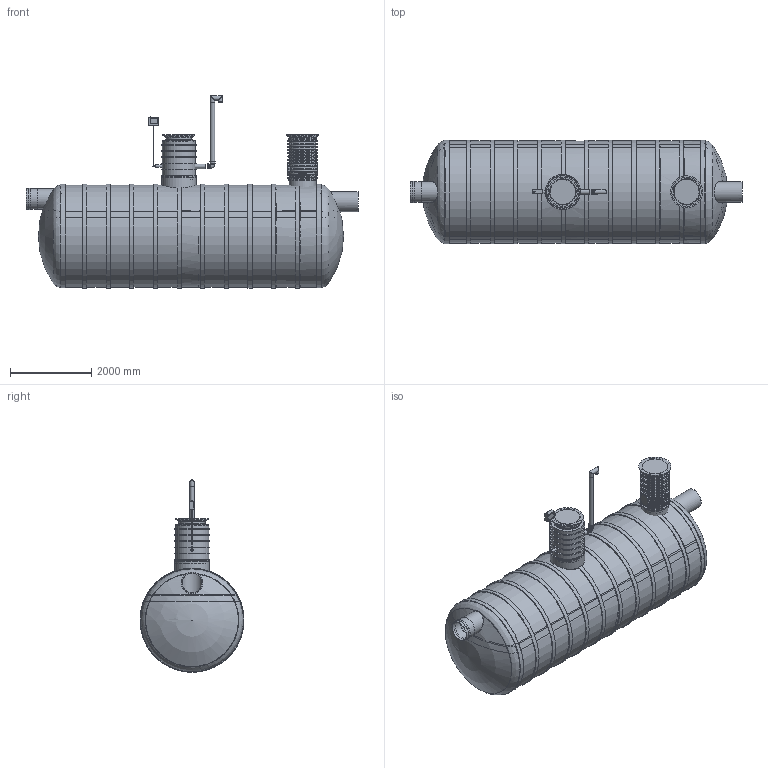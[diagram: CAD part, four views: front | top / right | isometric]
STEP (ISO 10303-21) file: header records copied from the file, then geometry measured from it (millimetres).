
FILE_DESCRIPTION(/* description */ ('Unknown'),/* implementation_level */ '2;1');
FILE_NAME(/* name */ 'EQ BP 1.klassi õlieraldaja NS100_300',/* time_stamp */ '2023-04-13T14:11:20+03:00',/* author */ ('Unknown'),/* organization */ ('Unknown'),/* preprocessor_version */ 'ST-DEVELOPER v18.1',/* originating_system */ 'Solid Edge',/* authorisation */ 'Unknown');
FILE_SCHEMA (('AUTOMOTIVE_DESIGN {1 0 10303 214 3 1 1}'));
Length unit declared in the file: millimetre
Products named in the file (48): EQ BP 1.klassi eraldaja NS100_300; EQ BP kestakoost eraldaja NS100_300; silinder D2500 NS100_300; 18854 KP ots2 2500; 18854 KP ots1 2500; 2652.109 vahesein1; 18854 vahesein3; 18854.200 NS100 filtrikastikoost; 18854 vahesein2; 2652.201 pohjaplaat filtrikastile; Raam kahele filtriplokile 2631.000_var2; 2631.001_var2; 2631.002_var2; Polt_M6x20HK; Mutter M6 a2_NY; Filter HD Q-PAC; 2652.202 kylgsein filtrikastile; 2652.203 otsaplaat filtrikastile; 2652.204 tugi filtrikastile; 2527.115 sisendile alla D315; 2527.111 sisend D315; 2527.113 väljund D315; D665 KP silinder 26.04.19; D800 KP silinder 9.12.19; 18854 moodavoolutoru; 2527.121 moodavoolule toru; SO012747-3.002; 2697.001 tihend teeninduskaevule 670_var2; Malmluuk_D600_(Ginmika); Malmluugi_korpus_D600_(Ginmika); Malmluugi_kaan_D600_(Ginmika); 2703.001; 2693.001_var3; Tihend teeninduskaevule 800; D800 uus rotost teeninduskaev_lisaga 20.02.23; RoundTubing 110x6.6_oa_0; RoundTubing 63x4.7_oa_1; RoundTubing 25x2.3_oa_2; Ujuk_oa_3; Ujuk_oa_4 ...
Assembly tree (80 placements, depth 5):
  EQ BP 1.klassi eraldaja NS100_300
    EQ BP kestakoost eraldaja NS100_300
      silinder D2500 NS100_300
      18854 KP ots2 2500
      18854 KP ots1 2500
      2652.109 vahesein1
      18854 vahesein3
      18854.200 NS100 filtrikastikoost
        18854 vahesein2
        2652.201 pohjaplaat filtrikastile
        Raam kahele filtriplokile 2631.000_var2  x25
          2631.001_var2
          2631.002_var2
          Polt_M6x20HK
          Mutter M6 a2_NY
          Filter HD Q-PAC
        2652.202 kylgsein filtrikastile  x2
        2652.203 otsaplaat filtrikastile  x2
        2652.204 tugi filtrikastile
      2527.115 sisendile alla D315
      2527.111 sisend D315
      2527.113 väljund D315
      D665 KP silinder 26.04.19
      D800 KP silinder 9.12.19
      18854 moodavoolutoru
      2527.121 moodavoolule toru
    SO012747-3.002
    2697.001 tihend teeninduskaevule 670_var2  x3
    Malmluuk_D600_(Ginmika)  x2
      Malmluugi_korpus_D600_(Ginmika)
      Malmluugi_kaan_D600_(Ginmika)
    2703.001  x2
    2693.001_var3
    Tihend teeninduskaevule 800
    D800 uus rotost teeninduskaev_lisaga 20.02.23
    RoundTubing 110x6.6_oa_0
    RoundTubing 63x4.7_oa_1
    RoundTubing 25x2.3_oa_2
    Ujuk_oa_3
    Ujuk_oa_4
    Ujuk_oa_5
    elektrikarp loikefotole
    PE_vent_malm_L=1500
      PVC_polv_110
      PE venttoru DN100 L=1500
      Rotoventiots
    NS100_300 olimaht
    efektiivne maht NS100_300
Bounding box: 8180 x 2562 x 4740.43 mm (x, y, z)
Volume: 33140125210.8 mm3; surface area: 361094066.5 mm2
Topology: 248 solids, 249 shells, 4954 faces, 11400 edges, 7090 vertices
Faces by surface type: plane 3538, cylinder 1147, torus 152, cone 85, bspline 23, sphere 9
Full cylindrical faces by diameter (mm): 4.917 x50, 6 x52, 7 x100, 8 x75, 8.5 x3, 9 x4, 10 x107, 20 x1, 20.4 x1, 25 x1, 53.6 x1, 63 x1, 96.8 x1, 100 x2, 103.2 x3, 105 x1, 110 x9, 120 x2, 130 x2, 190.4 x1, 200 x1, 315 x1, 480 x3, 487.6 x3, 500 x10, 511.6 x2, 531.6 x1, 595 x2, 600 x3, 609 x2
Entity records: 28388 total; most frequent: CARTESIAN_POINT 8087, DIRECTION 4027, ORIENTED_EDGE 3254, AXIS2_PLACEMENT_3D 1724, EDGE_CURVE 1627, EDGE_LOOP 1464, FACE_BOUND 1464, VERTEX_POINT 1219
